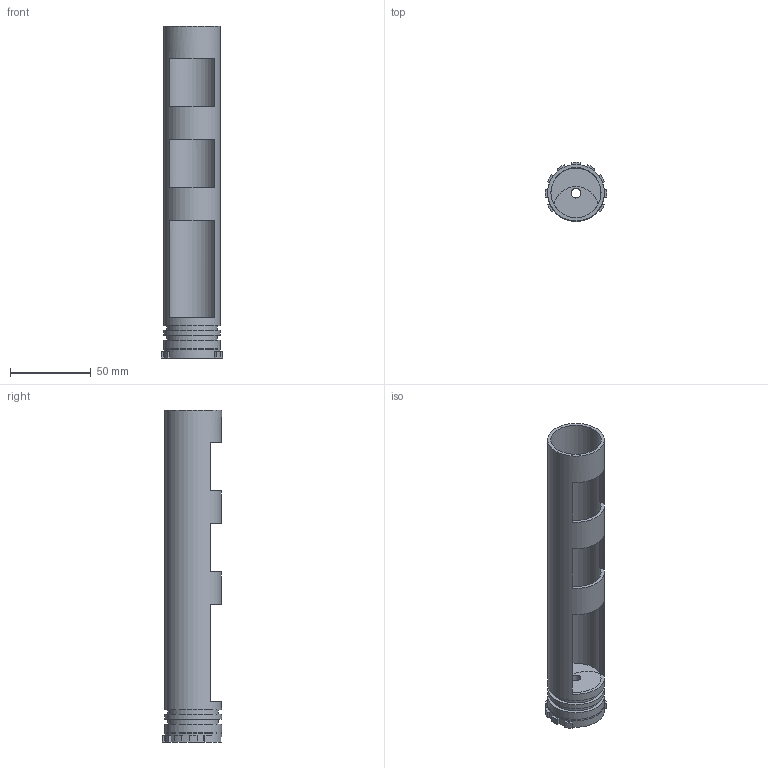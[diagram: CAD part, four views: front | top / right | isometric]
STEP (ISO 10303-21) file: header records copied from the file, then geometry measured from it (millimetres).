
FILE_DESCRIPTION(('FreeCAD Model'),'2;1');
FILE_NAME('Open CASCADE Shape Model','2024-08-26T20:33:29',(''),(''), 'Open CASCADE STEP processor 7.6','FreeCAD','Unknown');
FILE_SCHEMA(('AUTOMOTIVE_DESIGN { 1 0 10303 214 1 1 1 1 }'));
Length unit declared in the file: millimetre
Products named in the file (1): difference001
Bounding box: 37.98 x 36.48 x 205 mm (x, y, z)
Volume: 51790 mm3; surface area: 36633.9 mm2
Topology: 1 solids, 1 shells, 69 faces, 183 edges, 120 vertices
Faces by surface type: plane 41, cylinder 28
Full cylindrical faces by diameter (mm): 6 x1, 31 x1, 31.2 x2, 35 x5
Entity records: 2213 total; most frequent: DIRECTION 409, CARTESIAN_POINT 373, ORIENTED_EDGE 366, EDGE_CURVE 183, AXIS2_PLACEMENT_3D 156, VERTEX_POINT 120, LINE 97, VECTOR 97
